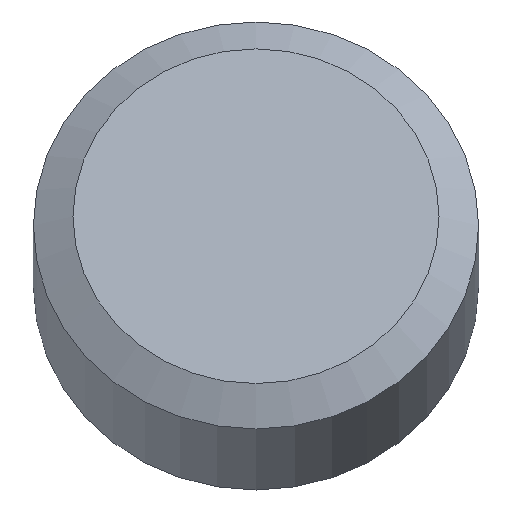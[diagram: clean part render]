
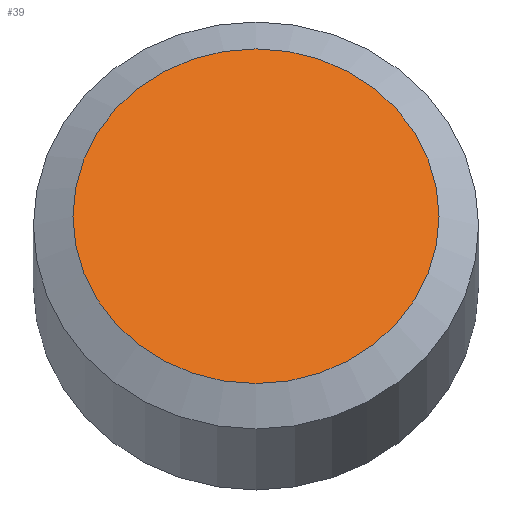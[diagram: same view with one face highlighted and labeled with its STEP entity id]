
A CAD part, top view. The second image highlights one B-rep face of the part: STEP entity #39.
In plain terms, the highlighted planar face has unit normal (0, 0.404, 0.915).
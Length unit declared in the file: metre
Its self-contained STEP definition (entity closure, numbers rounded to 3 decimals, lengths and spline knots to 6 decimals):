
#39 = ADVANCED_FACE( '', ( #77 ), #78, .T. );
#77 = FACE_OUTER_BOUND( '', #110, .T. );
#78 = PLANE( '', #111 );
#110 = EDGE_LOOP( '', ( #145 ) );
#111 = AXIS2_PLACEMENT_3D( '', #146, #147, #148 );
#145 = ORIENTED_EDGE( '', *, *, #170, .T. );
#146 = CARTESIAN_POINT( '', ( 0.413164, 2.948494, 0.251163 ) );
#147 = DIRECTION( '', ( 0., 0.404, 0.915 ) );
#148 = DIRECTION( '', ( 1., 0., 0. ) );
#170 = EDGE_CURVE( '', #187, #187, #188, .T. );
#187 = VERTEX_POINT( '', #206 );
#188 = CIRCLE( '', #207, 0.023495 );
#206 = CARTESIAN_POINT( '', ( 0.413164, 3.350224, 0.073714 ) );
#207 = AXIS2_PLACEMENT_3D( '', #224, #225, #226 );
#224 = CARTESIAN_POINT( '', ( 0.413164, 3.371715, 0.064221 ) );
#225 = DIRECTION( '', ( 0., 0.404, 0.915 ) );
#226 = DIRECTION( '', ( 0., -0.915, 0.404 ) );
